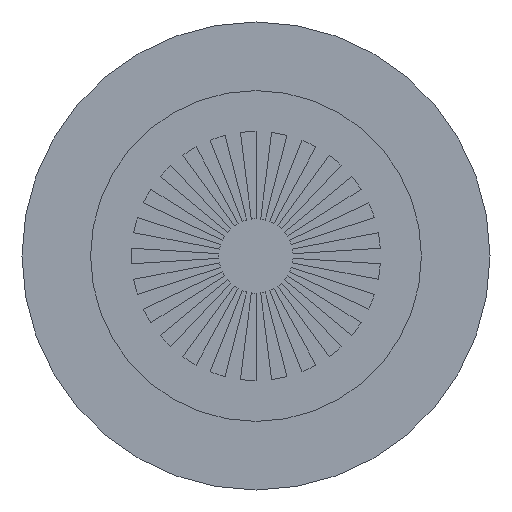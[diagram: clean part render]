
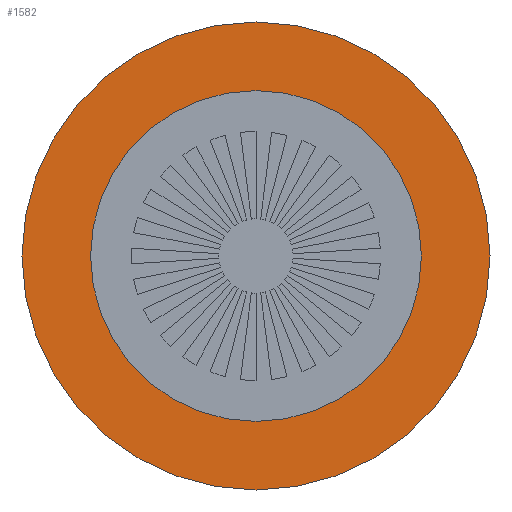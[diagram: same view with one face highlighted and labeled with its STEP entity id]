
A CAD part, front view. The second image highlights one B-rep face of the part: STEP entity #1582.
In plain terms, the highlighted planar face has unit normal (0, -1, 0).
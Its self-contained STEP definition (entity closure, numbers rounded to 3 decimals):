
#25 = VERTEX_POINT ( 'NONE', #2105 ) ;
#31 = CARTESIAN_POINT ( 'NONE',  ( 0., 0., 0. ) ) ;
#211 = DIRECTION ( 'NONE',  ( 0., 0., 1. ) ) ;
#322 = FACE_BOUND ( 'NONE', #3221, .T. ) ;
#346 = CARTESIAN_POINT ( 'NONE',  ( 0., 0., 0. ) ) ;
#378 = ORIENTED_EDGE ( 'NONE', *, *, #795, .F. ) ;
#502 = DIRECTION ( 'NONE',  ( 0., 1., 0. ) ) ;
#595 = EDGE_CURVE ( 'NONE', #2392, #25, #3526, .T. ) ;
#634 = CARTESIAN_POINT ( 'NONE',  ( 0., 0., 0. ) ) ;
#662 = DIRECTION ( 'NONE',  ( 0., 0., 1. ) ) ;
#710 = VERTEX_POINT ( 'NONE', #3048 ) ;
#734 = EDGE_CURVE ( 'NONE', #917, #710, #1630, .T. ) ;
#795 = EDGE_CURVE ( 'NONE', #710, #917, #3800, .T. ) ;
#835 = EDGE_CURVE ( 'NONE', #25, #2392, #2396, .T. ) ;
#917 = VERTEX_POINT ( 'NONE', #1605 ) ;
#959 = DIRECTION ( 'NONE',  ( 0., 0., 1. ) ) ;
#1186 = FACE_OUTER_BOUND ( 'NONE', #3351, .T. ) ;
#1500 = AXIS2_PLACEMENT_3D ( 'NONE', #1728, #3789, #2010 ) ;
#1582 = ADVANCED_FACE ( 'NONE', ( #1186, #322 ), #3161, .F. ) ;
#1605 = CARTESIAN_POINT ( 'NONE',  ( 0., 0., 45. ) ) ;
#1630 = CIRCLE ( 'NONE', #2447, 45. ) ;
#1631 = ORIENTED_EDGE ( 'NONE', *, *, #595, .F. ) ;
#1728 = CARTESIAN_POINT ( 'NONE',  ( 0., 0., 0. ) ) ;
#1859 = CARTESIAN_POINT ( 'NONE',  ( 0., 0., -31.807 ) ) ;
#1932 = ORIENTED_EDGE ( 'NONE', *, *, #835, .F. ) ;
#2010 = DIRECTION ( 'NONE',  ( 0., 0., 1. ) ) ;
#2080 = DIRECTION ( 'NONE',  ( 0., -1., 0. ) ) ;
#2105 = CARTESIAN_POINT ( 'NONE',  ( 0., 0., 31.807 ) ) ;
#2365 = AXIS2_PLACEMENT_3D ( 'NONE', #3854, #2080, #211 ) ;
#2392 = VERTEX_POINT ( 'NONE', #1859 ) ;
#2396 = CIRCLE ( 'NONE', #2365, 31.807 ) ;
#2401 = AXIS2_PLACEMENT_3D ( 'NONE', #31, #502, #2645 ) ;
#2447 = AXIS2_PLACEMENT_3D ( 'NONE', #634, #2755, #959 ) ;
#2491 = DIRECTION ( 'NONE',  ( 0., -1., 0. ) ) ;
#2645 = DIRECTION ( 'NONE',  ( 0., 0., 1. ) ) ;
#2646 = AXIS2_PLACEMENT_3D ( 'NONE', #346, #2491, #662 ) ;
#2755 = DIRECTION ( 'NONE',  ( 0., 1., 0. ) ) ;
#2968 = ORIENTED_EDGE ( 'NONE', *, *, #734, .F. ) ;
#3048 = CARTESIAN_POINT ( 'NONE',  ( 0., 0., -45. ) ) ;
#3161 = PLANE ( 'NONE',  #1500 ) ;
#3221 = EDGE_LOOP ( 'NONE', ( #1932, #1631 ) ) ;
#3351 = EDGE_LOOP ( 'NONE', ( #378, #2968 ) ) ;
#3526 = CIRCLE ( 'NONE', #2646, 31.807 ) ;
#3789 = DIRECTION ( 'NONE',  ( 0., 1., 0. ) ) ;
#3800 = CIRCLE ( 'NONE', #2401, 45. ) ;
#3854 = CARTESIAN_POINT ( 'NONE',  ( 0., 0., 0. ) ) ;
